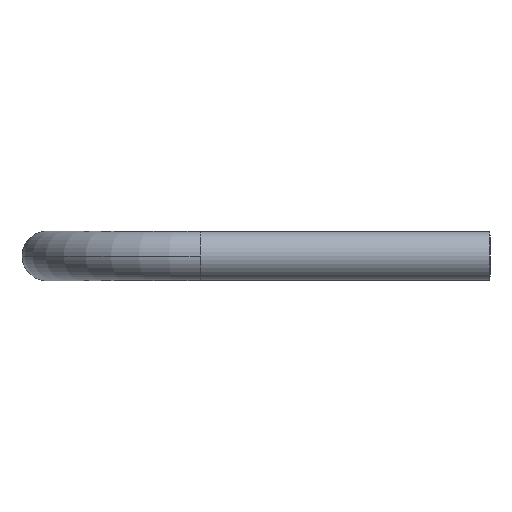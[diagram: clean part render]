
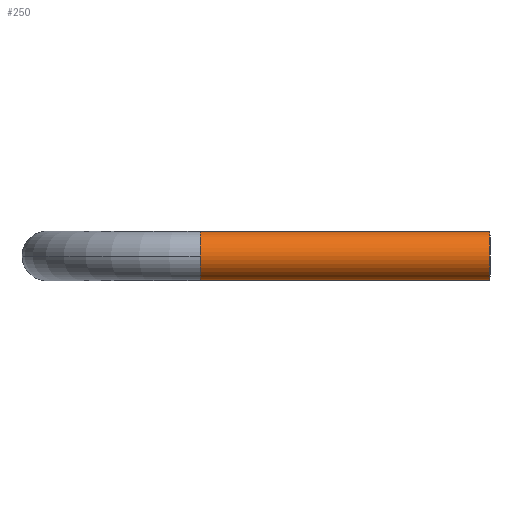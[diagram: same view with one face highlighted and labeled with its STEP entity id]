
A CAD part, left-side view. The second image highlights one B-rep face of the part: STEP entity #250.
In plain terms, the highlighted cylindrical face has radius 24.15 mm (diameter 48.3 mm), a partial arc.
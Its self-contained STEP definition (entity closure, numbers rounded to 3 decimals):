
#14 = VERTEX_POINT ( 'NONE', #206 ) ;
#84 = AXIS2_PLACEMENT_3D ( 'NONE', #313, #420, #627 ) ;
#88 = VERTEX_POINT ( 'NONE', #155 ) ;
#126 = DIRECTION ( 'NONE',  ( 0., -1., 0. ) ) ;
#129 = ORIENTED_EDGE ( 'NONE', *, *, #675, .F. ) ;
#131 = AXIS2_PLACEMENT_3D ( 'NONE', #445, #126, #400 ) ;
#137 = EDGE_CURVE ( 'NONE', #379, #266, #362, .T. ) ;
#155 = CARTESIAN_POINT ( 'NONE',  ( 0., -150., -24.15 ) ) ;
#182 = FACE_OUTER_BOUND ( 'NONE', #235, .T. ) ;
#189 = CARTESIAN_POINT ( 'NONE',  ( -24.15, 132.872, 0. ) ) ;
#206 = CARTESIAN_POINT ( 'NONE',  ( 0., -150., 24.15 ) ) ;
#208 = CARTESIAN_POINT ( 'NONE',  ( 0., -150., 0. ) ) ;
#214 = CARTESIAN_POINT ( 'NONE',  ( 0., 132.872, 24.15 ) ) ;
#235 = EDGE_LOOP ( 'NONE', ( #129, #243, #625, #500, #697 ) ) ;
#242 = LINE ( 'NONE', #452, #552 ) ;
#243 = ORIENTED_EDGE ( 'NONE', *, *, #137, .F. ) ;
#250 = ADVANCED_FACE ( 'NONE', ( #182 ), #351, .T. ) ;
#266 = VERTEX_POINT ( 'NONE', #663 ) ;
#293 = AXIS2_PLACEMENT_3D ( 'NONE', #577, #480, #524 ) ;
#296 = CIRCLE ( 'NONE', #474, 24.15 ) ;
#313 = CARTESIAN_POINT ( 'NONE',  ( 0., 132.872, 0. ) ) ;
#351 = CYLINDRICAL_SURFACE ( 'NONE', #131, 24.15 ) ;
#359 = EDGE_CURVE ( 'NONE', #693, #88, #242, .T. ) ;
#362 = CIRCLE ( 'NONE', #293, 24.15 ) ;
#379 = VERTEX_POINT ( 'NONE', #189 ) ;
#400 = DIRECTION ( 'NONE',  ( 0., 0., -1. ) ) ;
#420 = DIRECTION ( 'NONE',  ( 0., 1., 0. ) ) ;
#425 = DIRECTION ( 'NONE',  ( 0., 0., 1. ) ) ;
#445 = CARTESIAN_POINT ( 'NONE',  ( 0., 132.872, 0. ) ) ;
#452 = CARTESIAN_POINT ( 'NONE',  ( 0., 132.872, -24.15 ) ) ;
#460 = EDGE_CURVE ( 'NONE', #693, #379, #624, .T. ) ;
#474 = AXIS2_PLACEMENT_3D ( 'NONE', #208, #479, #425 ) ;
#477 = DIRECTION ( 'NONE',  ( 0., -1., 0. ) ) ;
#479 = DIRECTION ( 'NONE',  ( 0., 1., 0. ) ) ;
#480 = DIRECTION ( 'NONE',  ( 0., 1., 0. ) ) ;
#495 = DIRECTION ( 'NONE',  ( 0., -1., 0. ) ) ;
#500 = ORIENTED_EDGE ( 'NONE', *, *, #359, .T. ) ;
#524 = DIRECTION ( 'NONE',  ( 0., 0., 1. ) ) ;
#547 = CARTESIAN_POINT ( 'NONE',  ( 0., 132.872, -24.15 ) ) ;
#552 = VECTOR ( 'NONE', #495, 1000. ) ;
#577 = CARTESIAN_POINT ( 'NONE',  ( 0., 132.872, 0. ) ) ;
#587 = VECTOR ( 'NONE', #477, 1000. ) ;
#624 = CIRCLE ( 'NONE', #84, 24.15 ) ;
#625 = ORIENTED_EDGE ( 'NONE', *, *, #460, .F. ) ;
#627 = DIRECTION ( 'NONE',  ( 0., 0., 1. ) ) ;
#663 = CARTESIAN_POINT ( 'NONE',  ( 0., 132.872, 24.15 ) ) ;
#675 = EDGE_CURVE ( 'NONE', #266, #14, #694, .T. ) ;
#684 = EDGE_CURVE ( 'NONE', #88, #14, #296, .T. ) ;
#693 = VERTEX_POINT ( 'NONE', #547 ) ;
#694 = LINE ( 'NONE', #214, #587 ) ;
#697 = ORIENTED_EDGE ( 'NONE', *, *, #684, .T. ) ;
